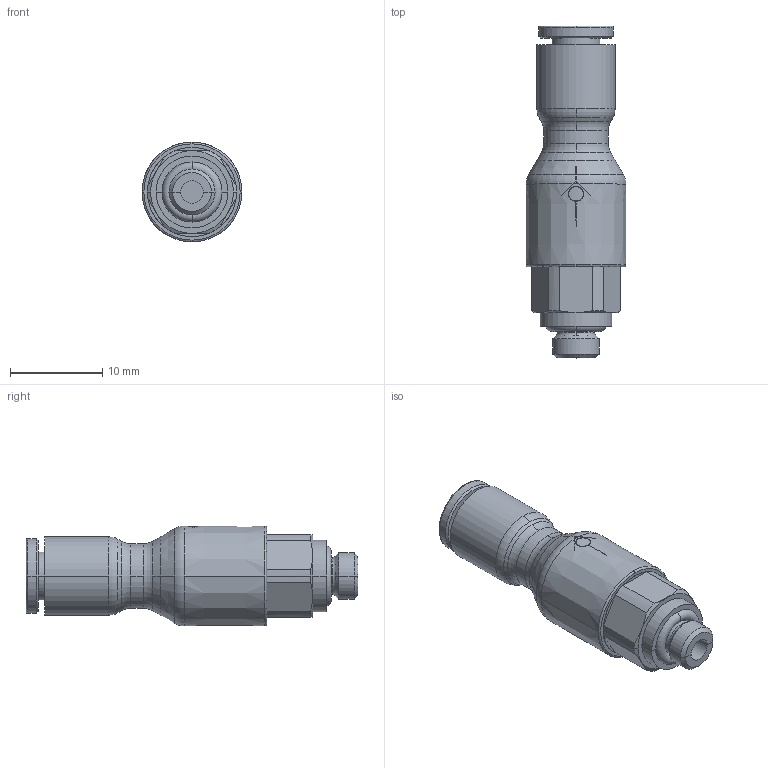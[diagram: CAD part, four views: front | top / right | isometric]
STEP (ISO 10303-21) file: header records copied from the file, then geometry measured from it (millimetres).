
FILE_DESCRIPTION(('STEP AP214'),'1');
FILE_NAME('7984_04_19.stp','2016-07-07T14:34:56',('TraceParts'),('TraceParts S.A.'),'Spatial InterOp 3D',' ',' ');
FILE_SCHEMA(('automotive_design'));
Length unit declared in the file: millimetre
Products named in the file (1): 1
Bounding box: 10.85 x 36.04 x 10.85 mm (x, y, z)
Volume: 2096.7 mm3; surface area: 1442.6 mm2
Topology: 1 solids, 1 shells, 102 faces, 260 edges, 167 vertices
Faces by surface type: plane 34, cone 25, cylinder 25, torus 18
Entity records: 3234 total; most frequent: CARTESIAN_POINT 651, DIRECTION 595, ORIENTED_EDGE 520, EDGE_CURVE 260, AXIS2_PLACEMENT_3D 249, VERTEX_POINT 167, CIRCLE 140, EDGE_LOOP 109
